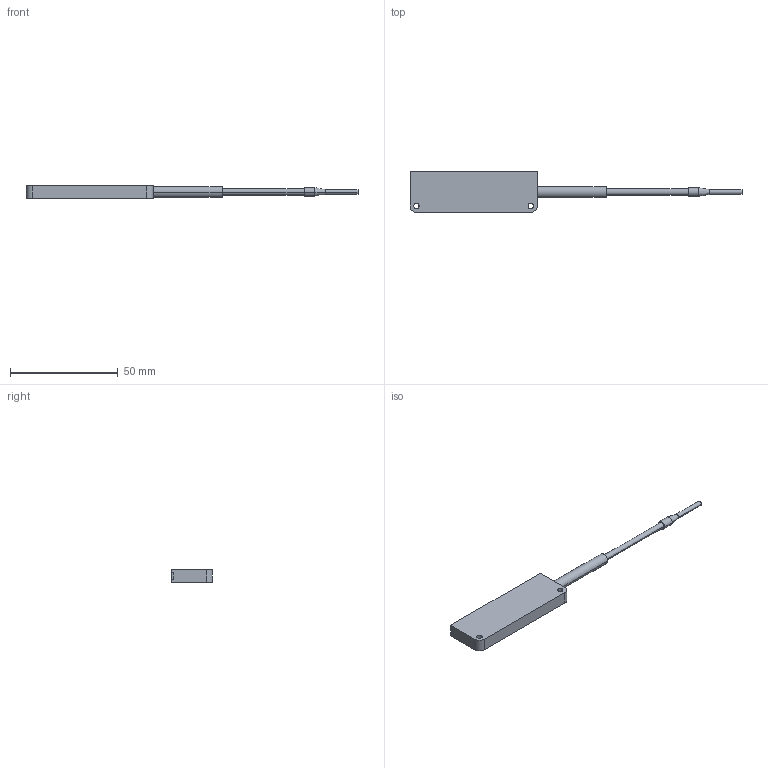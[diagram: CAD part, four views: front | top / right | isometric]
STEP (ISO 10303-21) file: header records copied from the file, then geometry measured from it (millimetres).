
FILE_DESCRIPTION (( 'STEP AP214' ), '1' );
FILE_NAME ('FOACAMPT50ML_3D.step', '2023-07-19T00:45:51', ( '' ), ( '' ), 'SwSTEP 2.0', 'SolidWorks 2022', '' );
FILE_SCHEMA (( 'AUTOMOTIVE_DESIGN' ));
Length unit declared in the file: millimetre
Products named in the file (1): FOACAMPT50ML_3D
Bounding box: 154 x 19 x 6 mm (x, y, z)
Volume: 7522 mm3; surface area: 5584.8 mm2
Topology: 2 solids, 2 shells, 230 faces, 598 edges, 344 vertices
Faces by surface type: cylinder 144, cone 66, plane 20
Entity records: 6861 total; most frequent: DIRECTION 1284, CARTESIAN_POINT 1109, ORIENTED_EDGE 1068, EDGE_CURVE 534, AXIS2_PLACEMENT_3D 519, VERTEX_POINT 344, EDGE_LOOP 334, CIRCLE 288
